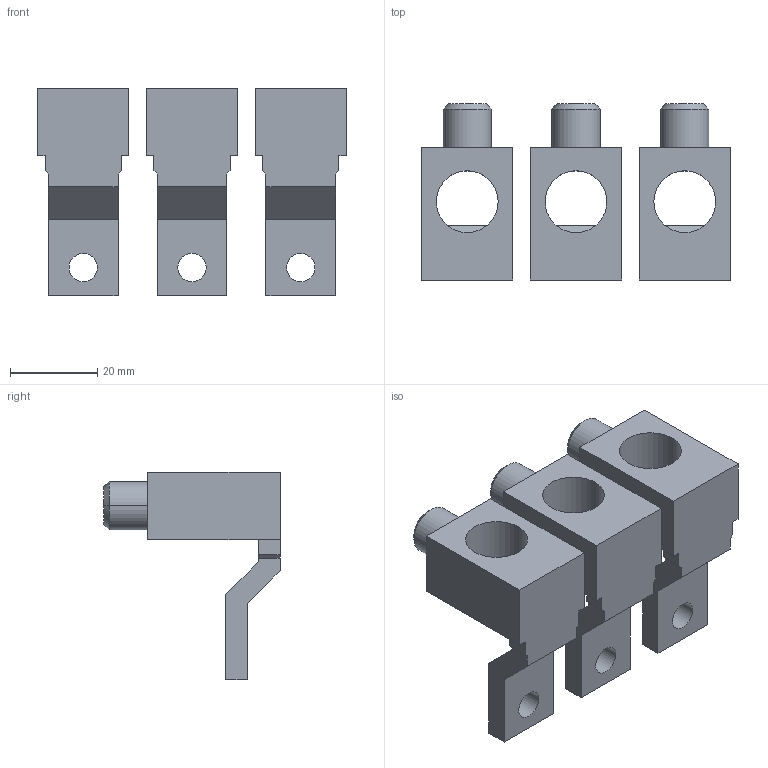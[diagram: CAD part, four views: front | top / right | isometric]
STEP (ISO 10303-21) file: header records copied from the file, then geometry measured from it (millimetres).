
FILE_DESCRIPTION(('CATIA V5 STEP Exchange'),'2;1');
FILE_NAME('1SDH001295R0072_1PA_001_00_XT1_3P_PLUG-IN_TERMINALI_ESTERNI_S.stp','2014-11-11T15:20:03+00:00',('none'),('none'),'CATIA Version 5 Release 20 SP 1 (IN-10)','CATIA V5 STEP AP214','none');
FILE_SCHEMA(('AUTOMOTIVE_DESIGN { 1 0 10303 214 1 1 1 1 }'));
Length unit declared in the file: millimetre
Products named in the file (1): 1SDH001295R0072_1PA_001_00_XT1_3P_PLUG-IN_TERMINALI_ESTERNI_S
Bounding box: 71 x 40.5 x 47.77 mm (x, y, z)
Volume: 33265.9 mm3; surface area: 15299.8 mm2
Topology: 3 solids, 3 shells, 81 faces, 210 edges, 138 vertices
Faces by surface type: plane 57, cylinder 18, cone 6
Entity records: 2323 total; most frequent: ORIENTED_EDGE 420, CARTESIAN_POINT 400, DIRECTION 312, EDGE_CURVE 210, VECTOR 168, LINE 168, VERTEX_POINT 138, EDGE_LOOP 96
